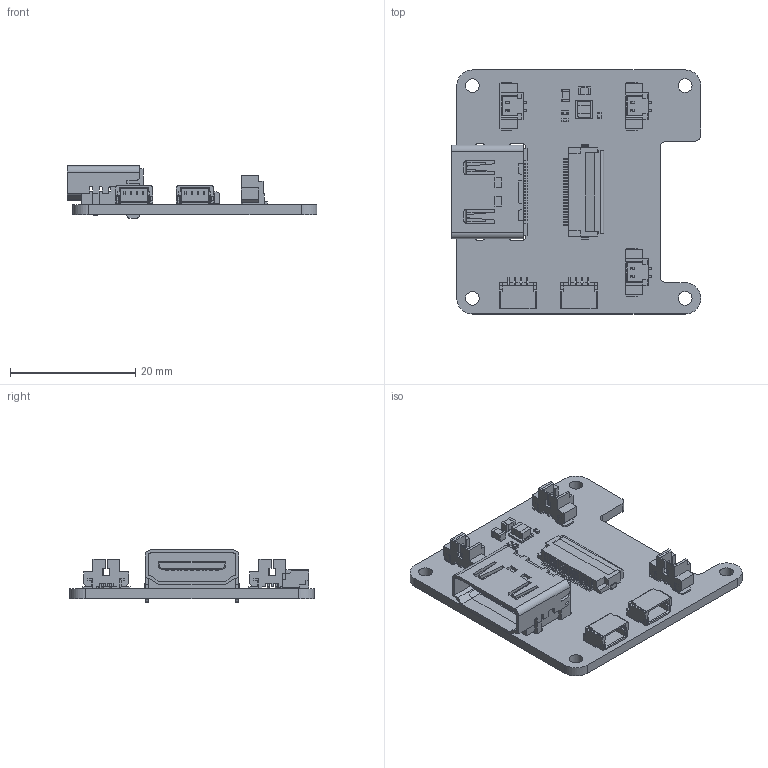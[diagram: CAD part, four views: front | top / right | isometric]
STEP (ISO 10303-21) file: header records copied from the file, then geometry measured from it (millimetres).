
FILE_DESCRIPTION(('KiCad electronic assembly'),'2;1');
FILE_NAME('MIPItoHDMI.step','2025-02-20T18:26:24',('Pcbnew'),('Kicad'), 'Open CASCADE STEP processor 7.8','KiCad to STEP converter','Unknown' );
FILE_SCHEMA(('AUTOMOTIVE_DESIGN { 1 0 10303 214 1 1 1 1 }'));
Length unit declared in the file: millimetre
Products named in the file (18): MIPItoHDMI 1; Molex_PicoBlade_53398-0271_1x02-1MP_P1.25mm_Vertical; Molex_53398_0271; SM04B-SRSS-TB_LF__SN_; SM04B-SRSS-TB(LFSN); R_0402_1005Metric; SIS0011A; SIS0011A_ASM; Hirose_FH12-22S-0.5SH_1x22-1MP_P0.50mm_Horizontal; Hirose_FH12_xxS_0_5SH_Parametric_v0_1; C_0805_2012Metric; C_0402_1005Metric; HDMI_A_Molex_208658-1001_Horizontal; MIPItoHDMI_Buffered_PCB
Assembly tree (22 placements, depth 3):
  MIPItoHDMI 1
    Molex_PicoBlade_53398-0271_1x02-1MP_P1.25mm_Vertical  x3
      Molex_53398_0271
    SM04B-SRSS-TB_LF__SN_  x2
      SM04B-SRSS-TB(LFSN)
    R_0402_1005Metric  x2
      R_0402_1005Metric
    SIS0011A
      SIS0011A_ASM
    Hirose_FH12-22S-0.5SH_1x22-1MP_P0.50mm_Horizontal
      Hirose_FH12_xxS_0_5SH_Parametric_v0_1
    C_0805_2012Metric  x2
      C_0805_2012Metric
    C_0402_1005Metric
      C_0402_1005Metric
    HDMI_A_Molex_208658-1001_Horizontal
      HDMI_A_Molex_208658-1001_Horizontal
    MIPItoHDMI_Buffered_PCB
Bounding box: 39.9 x 39 x 8.39 mm (x, y, z)
Volume: 3242 mm3; surface area: 5713.6 mm2
Topology: 43 solids, 43 shells, 1938 faces, 5366 edges, 3522 vertices
Faces by surface type: plane 1699, cylinder 239
Full cylindrical faces by diameter (mm): 2.2 x4
Entity records: 50567 total; most frequent: CARTESIAN_POINT 7859, ORIENTED_EDGE 7774, DIRECTION 7069, EDGE_CURVE 3885, LINE 3553, VECTOR 3553, VERTEX_POINT 2548, AXIS2_PLACEMENT_3D 1758
